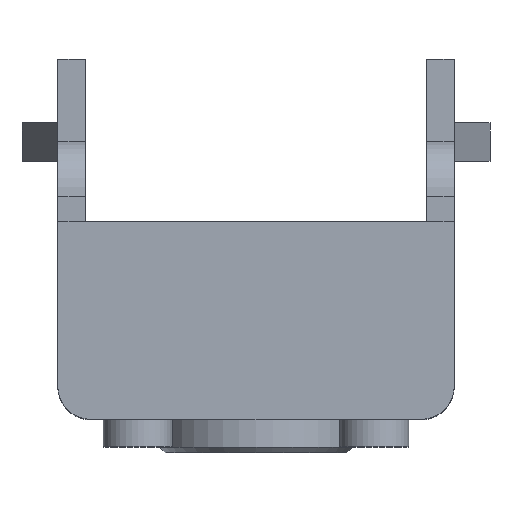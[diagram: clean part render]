
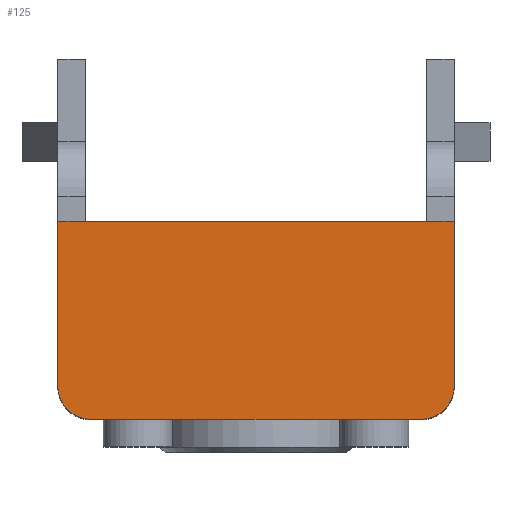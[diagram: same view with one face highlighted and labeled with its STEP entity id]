
A CAD part, top view. The second image highlights one B-rep face of the part: STEP entity #125.
In plain terms, the highlighted planar face has unit normal (0, 0, 1).
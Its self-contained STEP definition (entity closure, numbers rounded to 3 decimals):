
#16=CARTESIAN_POINT('',(-3.1,1.05,7.2));
#17=VERTEX_POINT('',#16);
#18=CARTESIAN_POINT('',(-3.6,1.05,7.2));
#19=VERTEX_POINT('',#18);
#20=CARTESIAN_POINT('',(-3.1,1.05,7.2));
#21=DIRECTION('',(-1.0,0.0,0.0));
#22=VECTOR('',#21,1.0);
#23=LINE('',#20,#22);
#24=EDGE_CURVE('n� 1864',#17,#19,#23,.T.);
#25=ORIENTED_EDGE('',*,*,#24,.T.);
#26=CARTESIAN_POINT('',(-3.6,-1.95,7.2));
#27=VERTEX_POINT('',#26);
#28=CARTESIAN_POINT('',(-3.6,4.0,7.2));
#29=DIRECTION('',(0.0,-1.0,-0.0));
#30=VECTOR('',#29,1.0);
#31=LINE('',#28,#30);
#32=EDGE_CURVE('n� 1797',#19,#27,#31,.T.);
#33=ORIENTED_EDGE('',*,*,#32,.T.);
#34=CARTESIAN_POINT('',(-3.1,-1.95,7.2));
#35=VERTEX_POINT('',#34);
#36=CARTESIAN_POINT('',(-3.6,-1.95,7.2));
#37=DIRECTION('',(1.0,-0.0,0.0));
#38=VECTOR('',#37,1.0);
#39=LINE('',#36,#38);
#40=EDGE_CURVE('n� 305',#27,#35,#39,.T.);
#41=ORIENTED_EDGE('',*,*,#40,.T.);
#42=ORIENTED_EDGE('',*,*,#40,.F.);
#43=CARTESIAN_POINT('',(-3.0,-2.55,7.2));
#44=VERTEX_POINT('',#43);
#45=CARTESIAN_POINT('',(-3.0,-1.95,7.2));
#46=DIRECTION('',(0.0,-0.0,1.0));
#47=DIRECTION('',(1.0,0.0,0.0));
#48=AXIS2_PLACEMENT_3D('',#45,#46,#47);
#49=CIRCLE('',#48,0.6);
#50=EDGE_CURVE('n� 237',#27,#44,#49,.T.);
#51=ORIENTED_EDGE('',*,*,#50,.T.);
#52=CARTESIAN_POINT('',(-3.0,-2.05,7.2));
#53=VERTEX_POINT('',#52);
#54=CARTESIAN_POINT('',(-3.0,-2.05,7.2));
#55=DIRECTION('',(0.0,-1.0,-0.0));
#56=VECTOR('',#55,1.0);
#57=LINE('',#54,#56);
#58=EDGE_CURVE('n� 266',#53,#44,#57,.T.);
#59=ORIENTED_EDGE('',*,*,#58,.F.);
#60=ORIENTED_EDGE('',*,*,#58,.T.);
#61=CARTESIAN_POINT('',(3.0,-2.55,7.2));
#62=VERTEX_POINT('',#61);
#63=CARTESIAN_POINT('',(-3.1,-2.55,7.2));
#64=DIRECTION('',(1.0,0.0,0.0));
#65=VECTOR('',#64,1.0);
#66=LINE('',#63,#65);
#67=EDGE_CURVE('n� 267',#44,#62,#66,.T.);
#68=ORIENTED_EDGE('',*,*,#67,.T.);
#69=CARTESIAN_POINT('',(3.0,-2.05,7.2));
#70=VERTEX_POINT('',#69);
#71=CARTESIAN_POINT('',(3.0,-2.55,7.2));
#72=DIRECTION('',(0.0,1.0,0.0));
#73=VECTOR('',#72,1.0);
#74=LINE('',#71,#73);
#75=EDGE_CURVE('n� 268',#62,#70,#74,.T.);
#76=ORIENTED_EDGE('',*,*,#75,.T.);
#77=ORIENTED_EDGE('',*,*,#75,.F.);
#78=CARTESIAN_POINT('',(3.6,-1.95,7.2));
#79=VERTEX_POINT('',#78);
#80=CARTESIAN_POINT('',(3.0,-1.95,7.2));
#81=DIRECTION('',(0.0,-0.0,1.0));
#82=DIRECTION('',(1.0,0.0,0.0));
#83=AXIS2_PLACEMENT_3D('',#80,#81,#82);
#84=CIRCLE('',#83,0.6);
#85=EDGE_CURVE('n� 238',#62,#79,#84,.T.);
#86=ORIENTED_EDGE('',*,*,#85,.T.);
#87=CARTESIAN_POINT('',(3.1,-1.95,7.2));
#88=VERTEX_POINT('',#87);
#89=CARTESIAN_POINT('',(3.1,-1.95,7.2));
#90=DIRECTION('',(1.0,-0.0,0.0));
#91=VECTOR('',#90,1.0);
#92=LINE('',#89,#91);
#93=EDGE_CURVE('n� 275',#88,#79,#92,.T.);
#94=ORIENTED_EDGE('',*,*,#93,.F.);
#95=ORIENTED_EDGE('',*,*,#93,.T.);
#96=CARTESIAN_POINT('',(3.6,1.05,7.2));
#97=VERTEX_POINT('',#96);
#98=CARTESIAN_POINT('',(3.6,-2.05,7.2));
#99=DIRECTION('',(0.0,1.0,0.0));
#100=VECTOR('',#99,1.0);
#101=LINE('',#98,#100);
#102=EDGE_CURVE('n� 276',#79,#97,#101,.T.);
#103=ORIENTED_EDGE('',*,*,#102,.T.);
#104=CARTESIAN_POINT('',(3.1,1.05,7.2));
#105=VERTEX_POINT('',#104);
#106=CARTESIAN_POINT('',(3.1,1.05,7.2));
#107=DIRECTION('',(1.0,0.0,0.0));
#108=VECTOR('',#107,1.0);
#109=LINE('',#106,#108);
#110=EDGE_CURVE('n� 1648',#105,#97,#109,.T.);
#111=ORIENTED_EDGE('',*,*,#110,.F.);
#112=CARTESIAN_POINT('',(-3.1,1.05,7.2));
#113=DIRECTION('',(-1.0,0.0,0.0));
#114=VECTOR('',#113,1.0);
#115=LINE('',#112,#114);
#116=EDGE_CURVE('n� 13',#105,#17,#115,.T.);
#117=ORIENTED_EDGE('',*,*,#116,.T.);
#118=EDGE_LOOP('',(
    #25,#33,#41,#42,#51,#59,#60,#68,#76,#77,
    #86,#94,#95,#103,#111,#117));
#119=FACE_OUTER_BOUND('',#118,.T.);
#120=CARTESIAN_POINT('',(-3.1,1.05,7.2));
#121=DIRECTION('',(0.0,0.0,-1.0));
#122=DIRECTION('',(0.0,1.0,0.0));
#123=AXIS2_PLACEMENT_3D('',#120,#121,#122);
#124=PLANE('',#123);
#125=ADVANCED_FACE('n� 1844',(#119),#124,.F.);
